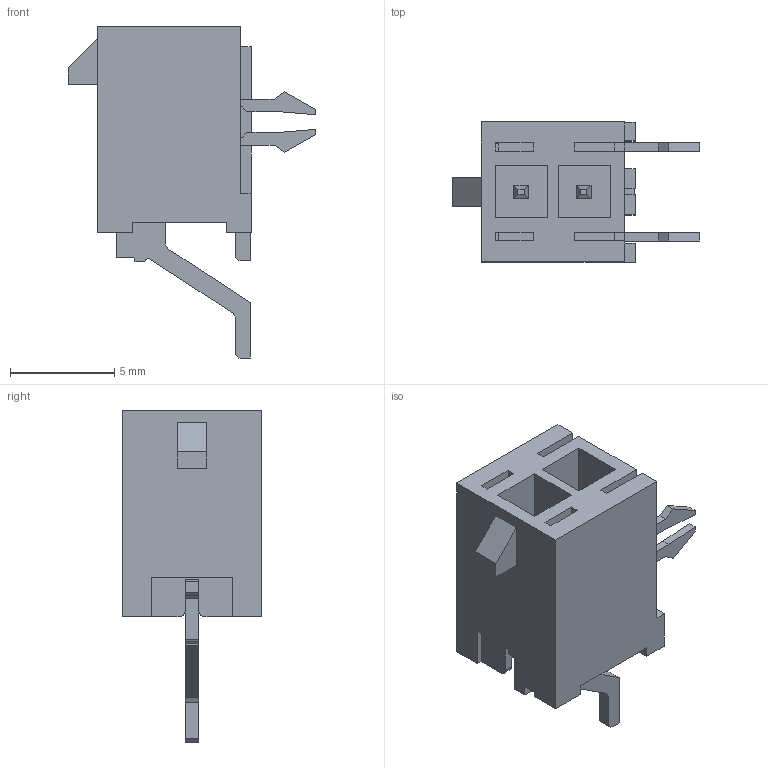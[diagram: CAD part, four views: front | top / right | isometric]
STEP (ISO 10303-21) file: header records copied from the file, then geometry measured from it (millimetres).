
FILE_DESCRIPTION(/* description */ ('Unknown'),/* implementation_level */ '2;1');
FILE_NAME(/* name */ '662102230822',/* time_stamp */ '2017-07-20T11:55:38+02:00',/* author */ ('Unknown'),/* organization */ ('Unknown'),/* preprocessor_version */ 'ST-DEVELOPER v16.7',/* originating_system */ 'DEX',/* authorisation */ $);
FILE_SCHEMA (('AUTOMOTIVE_DESIGN {1 0 10303 214 3 1 1}'));
Length unit declared in the file: millimetre
Products named in the file (5): 6621xx230822; 662002230822; 6620xx230822_PIN_COURTE; 6620xx230822_PIN_LONGUE; 6620xx230822
Assembly tree (5 placements, depth 2):
  6621xx230822
    662002230822
    6620xx230822_PIN_COURTE
    6620xx230822_PIN_LONGUE
    6620xx230822  x2
Bounding box: 11.86 x 6.7 x 15.9 mm (x, y, z)
Volume: 344.5 mm3; surface area: 941.1 mm2
Topology: 5 solids, 5 shells, 218 faces, 625 edges, 414 vertices
Faces by surface type: plane 205, cylinder 13
Entity records: 6403 total; most frequent: CARTESIAN_POINT 1129, ORIENTED_EDGE 1118, DIRECTION 983, EDGE_CURVE 559, LINE 535, VECTOR 535, VERTEX_POINT 370, AXIS2_PLACEMENT_3D 224
